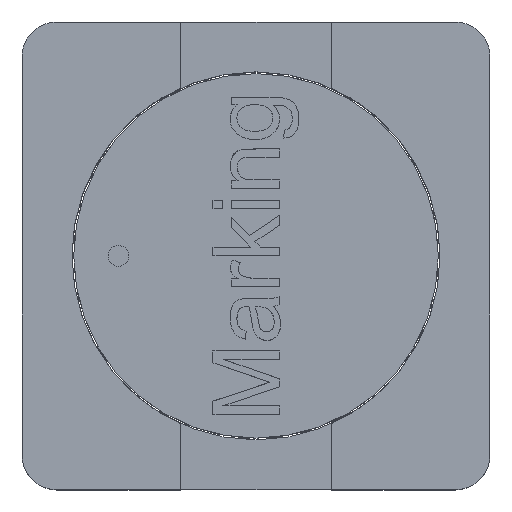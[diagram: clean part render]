
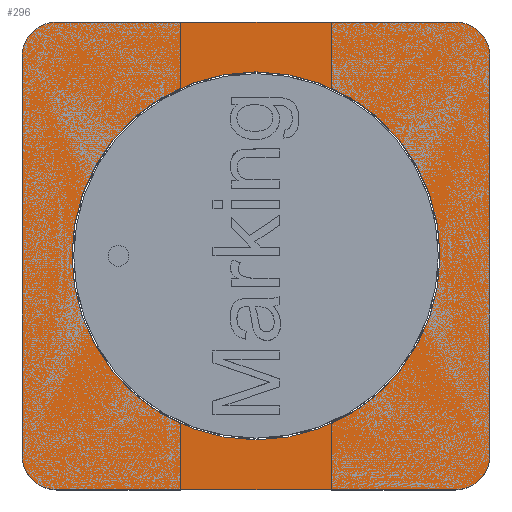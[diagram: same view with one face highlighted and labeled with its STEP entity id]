
A CAD part, top view. The second image highlights one B-rep face of the part: STEP entity #296.
In plain terms, the highlighted planar face has unit normal (0, 0, 1).
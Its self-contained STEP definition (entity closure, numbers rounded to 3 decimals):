
#296 = ADVANCED_FACE( '', ( #685, #686 ), #687, .T. );
#685 = FACE_BOUND( '', #1626, .T. );
#686 = FACE_OUTER_BOUND( '', #1627, .T. );
#687 = PLANE( '', #1628 );
#1626 = EDGE_LOOP( '', ( #2781 ) );
#1627 = EDGE_LOOP( '', ( #2782, #2783, #2784, #2785, #2786, #2787, #2788, #2789 ) );
#1628 = AXIS2_PLACEMENT_3D( '', #2790, #2791, #2792 );
#2781 = ORIENTED_EDGE( '', *, *, #4000, .T. );
#2782 = ORIENTED_EDGE( '', *, *, #4001, .T. );
#2783 = ORIENTED_EDGE( '', *, *, #3986, .T. );
#2784 = ORIENTED_EDGE( '', *, *, #4002, .T. );
#2785 = ORIENTED_EDGE( '', *, *, #3989, .T. );
#2786 = ORIENTED_EDGE( '', *, *, #3818, .T. );
#2787 = ORIENTED_EDGE( '', *, *, #3841, .T. );
#2788 = ORIENTED_EDGE( '', *, *, #4003, .T. );
#2789 = ORIENTED_EDGE( '', *, *, #4004, .T. );
#2790 = CARTESIAN_POINT( '', ( -3.4, -3.4, 0. ) );
#2791 = DIRECTION( '', ( 0., 0., 1. ) );
#2792 = DIRECTION( '', ( 1., 0., 0. ) );
#3818 = EDGE_CURVE( '', #4323, #4321, #4324, .T. );
#3841 = EDGE_CURVE( '', #4321, #4361, #4363, .T. );
#3986 = EDGE_CURVE( '', #4606, #4604, #4607, .T. );
#3989 = EDGE_CURVE( '', #4610, #4323, #4611, .T. );
#4000 = EDGE_CURVE( '', #4627, #4627, #4628, .T. );
#4001 = EDGE_CURVE( '', #4629, #4606, #4630, .T. );
#4002 = EDGE_CURVE( '', #4604, #4610, #4631, .T. );
#4003 = EDGE_CURVE( '', #4361, #4632, #4633, .T. );
#4004 = EDGE_CURVE( '', #4632, #4629, #4634, .T. );
#4321 = VERTEX_POINT( '', #5109 );
#4323 = VERTEX_POINT( '', #5112 );
#4324 = LINE( '', #5113, #5114 );
#4361 = VERTEX_POINT( '', #5168 );
#4363 = CIRCLE( '', #5171, 0.5 );
#4604 = VERTEX_POINT( '', #5672 );
#4606 = VERTEX_POINT( '', #5675 );
#4607 = CIRCLE( '', #5676, 0.5 );
#4610 = VERTEX_POINT( '', #5680 );
#4611 = CIRCLE( '', #5681, 0.5 );
#4627 = VERTEX_POINT( '', #5706 );
#4628 = CIRCLE( '', #5707, 2.675 );
#4629 = VERTEX_POINT( '', #5708 );
#4630 = LINE( '', #5709, #5710 );
#4631 = LINE( '', #5711, #5712 );
#4632 = VERTEX_POINT( '', #5713 );
#4633 = LINE( '', #5714, #5715 );
#4634 = CIRCLE( '', #5716, 0.5 );
#5109 = CARTESIAN_POINT( '', ( 2.9, -3.4, 0. ) );
#5112 = CARTESIAN_POINT( '', ( -2.9, -3.4, 0. ) );
#5113 = CARTESIAN_POINT( '', ( -3.4, -3.4, 0. ) );
#5114 = VECTOR( '', #6529, 1000. );
#5168 = CARTESIAN_POINT( '', ( 3.4, -2.9, 0. ) );
#5171 = AXIS2_PLACEMENT_3D( '', #6549, #6550, #6551 );
#5672 = CARTESIAN_POINT( '', ( -3.4, 2.9, 0. ) );
#5675 = CARTESIAN_POINT( '', ( -2.9, 3.4, 0. ) );
#5676 = AXIS2_PLACEMENT_3D( '', #6668, #6669, #6670 );
#5680 = CARTESIAN_POINT( '', ( -3.4, -2.9, 0. ) );
#5681 = AXIS2_PLACEMENT_3D( '', #6672, #6673, #6674 );
#5706 = CARTESIAN_POINT( '', ( 0., 2.675, 0. ) );
#5707 = AXIS2_PLACEMENT_3D( '', #6681, #6682, #6683 );
#5708 = CARTESIAN_POINT( '', ( 2.9, 3.4, 0. ) );
#5709 = CARTESIAN_POINT( '', ( 3.4, 3.4, 0. ) );
#5710 = VECTOR( '', #6684, 1000. );
#5711 = CARTESIAN_POINT( '', ( -3.4, 3.4, 0. ) );
#5712 = VECTOR( '', #6685, 1000. );
#5713 = CARTESIAN_POINT( '', ( 3.4, 2.9, 0. ) );
#5714 = CARTESIAN_POINT( '', ( 3.4, -3.4, 0. ) );
#5715 = VECTOR( '', #6686, 1000. );
#5716 = AXIS2_PLACEMENT_3D( '', #6687, #6688, #6689 );
#6529 = DIRECTION( '', ( 1., 0., 0. ) );
#6549 = CARTESIAN_POINT( '', ( 2.9, -2.9, 0. ) );
#6550 = DIRECTION( '', ( 0., 0., 1. ) );
#6551 = DIRECTION( '', ( 1., 0., 0. ) );
#6668 = CARTESIAN_POINT( '', ( -2.9, 2.9, 0. ) );
#6669 = DIRECTION( '', ( 0., 0., 1. ) );
#6670 = DIRECTION( '', ( 1., 0., 0. ) );
#6672 = CARTESIAN_POINT( '', ( -2.9, -2.9, 0. ) );
#6673 = DIRECTION( '', ( 0., 0., 1. ) );
#6674 = DIRECTION( '', ( 1., 0., 0. ) );
#6681 = CARTESIAN_POINT( '', ( 0., 0., 0. ) );
#6682 = DIRECTION( '', ( 0., 0., -1. ) );
#6683 = DIRECTION( '', ( 0., 1., 0. ) );
#6684 = DIRECTION( '', ( -1., 0., 0. ) );
#6685 = DIRECTION( '', ( 0., -1., 0. ) );
#6686 = DIRECTION( '', ( 0., 1., 0. ) );
#6687 = CARTESIAN_POINT( '', ( 2.9, 2.9, 0. ) );
#6688 = DIRECTION( '', ( 0., 0., 1. ) );
#6689 = DIRECTION( '', ( 1., 0., 0. ) );
